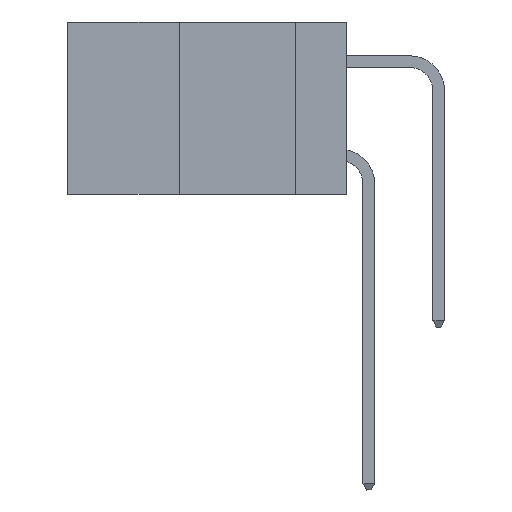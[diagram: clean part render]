
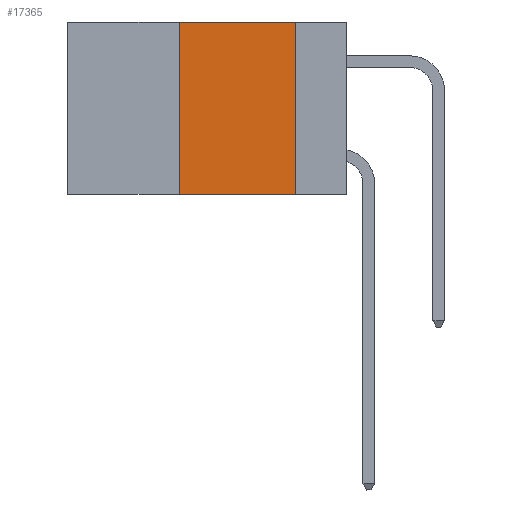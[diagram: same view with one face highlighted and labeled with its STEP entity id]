
A CAD part, left-side view. The second image highlights one B-rep face of the part: STEP entity #17365.
In plain terms, the highlighted planar face has unit normal (-1, 0, 0).
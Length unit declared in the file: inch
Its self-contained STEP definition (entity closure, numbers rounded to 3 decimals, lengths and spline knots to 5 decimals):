
#732 = VECTOR ( 'NONE', #15995, 39.37008 ) ;
#1100 = CARTESIAN_POINT ( 'NONE',  ( 0., 0.6, 0. ) ) ;
#1474 = LINE ( 'NONE', #1100, #2519 ) ;
#1885 = VECTOR ( 'NONE', #23739, 39.37008 ) ;
#2519 = VECTOR ( 'NONE', #18034, 39.37008 ) ;
#3522 = ORIENTED_EDGE ( 'NONE', *, *, #23654, .F. ) ;
#5819 = DIRECTION ( 'NONE',  ( 1., 0., 0. ) ) ;
#6391 = PLANE ( 'NONE',  #18972 ) ;
#7323 = CARTESIAN_POINT ( 'NONE',  ( 0., 0.11, 0. ) ) ;
#11917 = EDGE_CURVE ( 'NONE', #24545, #13965, #32925, .T. ) ;
#12359 = VECTOR ( 'NONE', #22044, 39.37008 ) ;
#13965 = VERTEX_POINT ( 'NONE', #16704 ) ;
#15995 = DIRECTION ( 'NONE',  ( 0., 0., -1. ) ) ;
#16704 = CARTESIAN_POINT ( 'NONE',  ( 0., 0.11, -0.37 ) ) ;
#17365 = ADVANCED_FACE ( 'NONE', ( #38562 ), #6391, .F. ) ;
#18034 = DIRECTION ( 'NONE',  ( 0., -1., 0. ) ) ;
#18972 = AXIS2_PLACEMENT_3D ( 'NONE', #40187, #5819, #19941 ) ;
#19596 = CARTESIAN_POINT ( 'NONE',  ( 0., 0.36, -0.37 ) ) ;
#19941 = DIRECTION ( 'NONE',  ( 0., 0., -1. ) ) ;
#20649 = CARTESIAN_POINT ( 'NONE',  ( 0., 0.36, 0. ) ) ;
#22044 = DIRECTION ( 'NONE',  ( 0., -1., 0. ) ) ;
#23654 = EDGE_CURVE ( 'NONE', #26244, #24545, #1474, .T. ) ;
#23739 = DIRECTION ( 'NONE',  ( 0., 0., 1. ) ) ;
#24545 = VERTEX_POINT ( 'NONE', #7323 ) ;
#26244 = VERTEX_POINT ( 'NONE', #39512 ) ;
#27112 = LINE ( 'NONE', #42319, #12359 ) ;
#28777 = LINE ( 'NONE', #20649, #1885 ) ;
#30299 = EDGE_CURVE ( 'NONE', #38176, #13965, #27112, .T. ) ;
#31763 = ORIENTED_EDGE ( 'NONE', *, *, #40945, .F. ) ;
#32492 = EDGE_LOOP ( 'NONE', ( #38858, #3522, #31763, #38960 ) ) ;
#32925 = LINE ( 'NONE', #39312, #732 ) ;
#38176 = VERTEX_POINT ( 'NONE', #19596 ) ;
#38562 = FACE_OUTER_BOUND ( 'NONE', #32492, .T. ) ;
#38858 = ORIENTED_EDGE ( 'NONE', *, *, #11917, .F. ) ;
#38960 = ORIENTED_EDGE ( 'NONE', *, *, #30299, .T. ) ;
#39312 = CARTESIAN_POINT ( 'NONE',  ( 0., 0.11, 0. ) ) ;
#39512 = CARTESIAN_POINT ( 'NONE',  ( 0., 0.36, 0. ) ) ;
#40187 = CARTESIAN_POINT ( 'NONE',  ( 0., 0.6, 0. ) ) ;
#40945 = EDGE_CURVE ( 'NONE', #38176, #26244, #28777, .T. ) ;
#42319 = CARTESIAN_POINT ( 'NONE',  ( 0., 0.6, -0.37 ) ) ;
